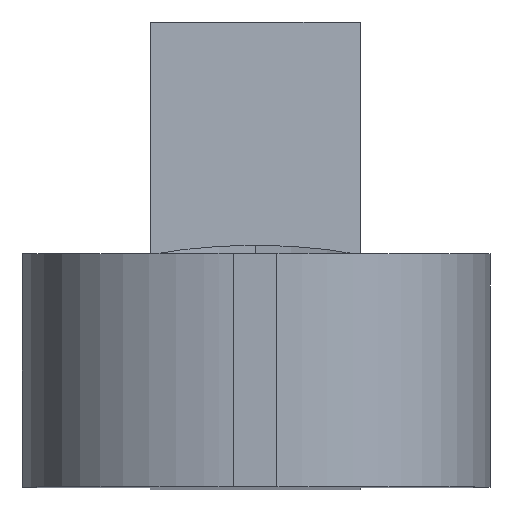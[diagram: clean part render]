
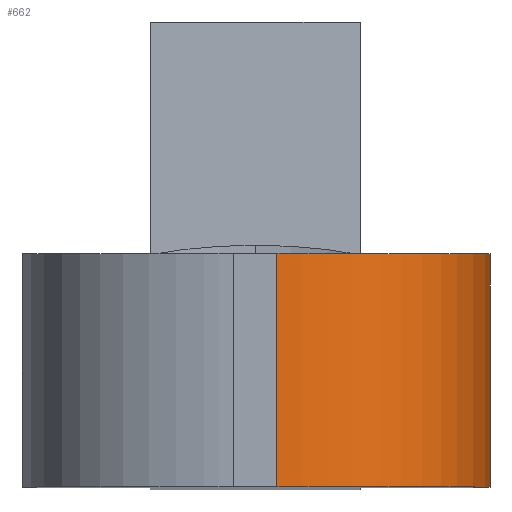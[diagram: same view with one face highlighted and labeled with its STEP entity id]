
A CAD part, top view. The second image highlights one B-rep face of the part: STEP entity #662.
In plain terms, the highlighted free-form (B-spline) face has degree [3, 1] with [7, 2] control points.
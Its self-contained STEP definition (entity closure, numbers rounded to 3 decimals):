
#1 = CARTESIAN_POINT ( 'NONE',  ( 0.75, 0., -1.496 ) ) ;
#46 = EDGE_CURVE ( 'NONE', #535, #678, #609, .T. ) ;
#70 = ORIENTED_EDGE ( 'NONE', *, *, #667, .T. ) ;
#72 = CARTESIAN_POINT ( 'NONE',  ( 0.938, 0., -1.127 ) ) ;
#81 = CARTESIAN_POINT ( 'NONE',  ( 0.546, 0., 0. ) ) ;
#91 = DIRECTION ( 'NONE',  ( 0., -1., 0. ) ) ;
#121 = CARTESIAN_POINT ( 'NONE',  ( 0.938, 0., -1.127 ) ) ;
#122 = CARTESIAN_POINT ( 'NONE',  ( 0.894, 0., -1.426 ) ) ;
#126 = FACE_OUTER_BOUND ( 'NONE', #472, .T. ) ;
#170 = CARTESIAN_POINT ( 'NONE',  ( 0.658, 0.5, -0.005 ) ) ;
#181 = CARTESIAN_POINT ( 'NONE',  ( 1.026, 0., -0.674 ) ) ;
#186 = CARTESIAN_POINT ( 'NONE',  ( 0.658, 0.5, -0.005 ) ) ;
#222 = CARTESIAN_POINT ( 'NONE',  ( 1.026, 0., -0.674 ) ) ;
#233 = CARTESIAN_POINT ( 'NONE',  ( 0.75, 0., -1.496 ) ) ;
#237 = B_SPLINE_CURVE_WITH_KNOTS ( 'NONE', 3,
 ( #1, #596, #121, #222, #266, #477, #578 ),
 .UNSPECIFIED., .F., .F.,
 ( 4, 1, 1, 1, 4 ),
 ( 0., 0.221, 0.468, 0.791, 0.974 ),
 .UNSPECIFIED. ) ;
#256 = CARTESIAN_POINT ( 'NONE',  ( 0.75, 0.5, -1.496 ) ) ;
#261 = ORIENTED_EDGE ( 'NONE', *, *, #478, .F. ) ;
#266 = CARTESIAN_POINT ( 'NONE',  ( 0.985, 0., -0.127 ) ) ;
#277 = CARTESIAN_POINT ( 'NONE',  ( 0.546, 0., 0. ) ) ;
#284 = CARTESIAN_POINT ( 'NONE',  ( 1.026, 0.5, -0.674 ) ) ;
#299 = VECTOR ( 'NONE', #91, 1000. ) ;
#328 = CARTESIAN_POINT ( 'NONE',  ( 0.75, 0.5, -1.496 ) ) ;
#334 = EDGE_CURVE ( 'NONE', #652, #658, #674, .T. ) ;
#341 = CARTESIAN_POINT ( 'NONE',  ( 0.75, 0.5, -1.496 ) ) ;
#366 = CARTESIAN_POINT ( 'NONE',  ( 0.546, 0.5, 0. ) ) ;
#377 = ORIENTED_EDGE ( 'NONE', *, *, #334, .T. ) ;
#382 = CARTESIAN_POINT ( 'NONE',  ( 0.75, 0., -1.496 ) ) ;
#387 = CARTESIAN_POINT ( 'NONE',  ( 0.985, 0.5, -0.127 ) ) ;
#427 = CARTESIAN_POINT ( 'NONE',  ( 0.894, 0.5, -1.426 ) ) ;
#432 = CARTESIAN_POINT ( 'NONE',  ( 0.546, 0.5, 0. ) ) ;
#437 = CARTESIAN_POINT ( 'NONE',  ( 0.75, 0.5, -1.496 ) ) ;
#443 = CARTESIAN_POINT ( 'NONE',  ( 0.938, 0.5, -1.127 ) ) ;
#448 = CARTESIAN_POINT ( 'NONE',  ( 0.546, 0.5, 0. ) ) ;
#472 = EDGE_LOOP ( 'NONE', ( #261, #681, #70, #377 ) ) ;
#477 = CARTESIAN_POINT ( 'NONE',  ( 0.658, 0., -0.005 ) ) ;
#478 = EDGE_CURVE ( 'NONE', #678, #658, #237, .T. ) ;
#486 = VECTOR ( 'NONE', #623, 1000. ) ;
#511 = B_SPLINE_CURVE_WITH_KNOTS ( 'NONE', 3,
 ( #437, #427, #646, #635, #588, #170, #432 ),
 .UNSPECIFIED., .F., .F.,
 ( 4, 1, 1, 1, 4 ),
 ( 0., 0.221, 0.468, 0.791, 0.974 ),
 .UNSPECIFIED. ) ;
#533 = CARTESIAN_POINT ( 'NONE',  ( 0.546, 0.5, 0. ) ) ;
#535 = VERTEX_POINT ( 'NONE', #328 ) ;
#537 = CARTESIAN_POINT ( 'NONE',  ( 0.658, 0., -0.005 ) ) ;
#551 = CARTESIAN_POINT ( 'NONE',  ( 0.894, 0.5, -1.426 ) ) ;
#578 = CARTESIAN_POINT ( 'NONE',  ( 0.546, 0., 0. ) ) ;
#588 = CARTESIAN_POINT ( 'NONE',  ( 0.985, 0.5, -0.127 ) ) ;
#596 = CARTESIAN_POINT ( 'NONE',  ( 0.894, 0., -1.426 ) ) ;
#609 = LINE ( 'NONE', #256, #299 ) ;
#619 = B_SPLINE_SURFACE_WITH_KNOTS ( 'NONE', 3, 1, ( 
 ( #341, #233 ),
 ( #551, #122 ),
 ( #443, #72 ),
 ( #284, #181 ),
 ( #387, #655 ),
 ( #186, #537 ),
 ( #533, #277 ) ),
 .UNSPECIFIED., .F., .F., .F.,
 ( 4, 1, 1, 1, 4 ),
 ( 2, 2 ),
 ( 0., 0.221, 0.468, 0.791, 0.974 ),
 ( 0., 1. ),
 .UNSPECIFIED. ) ;
#623 = DIRECTION ( 'NONE',  ( 0., -1., 0. ) ) ;
#635 = CARTESIAN_POINT ( 'NONE',  ( 1.026, 0.5, -0.674 ) ) ;
#646 = CARTESIAN_POINT ( 'NONE',  ( 0.938, 0.5, -1.127 ) ) ;
#652 = VERTEX_POINT ( 'NONE', #448 ) ;
#655 = CARTESIAN_POINT ( 'NONE',  ( 0.985, 0., -0.127 ) ) ;
#658 = VERTEX_POINT ( 'NONE', #81 ) ;
#662 = ADVANCED_FACE ( 'NONE', ( #126 ), #619, .T. ) ;
#667 = EDGE_CURVE ( 'NONE', #535, #652, #511, .T. ) ;
#674 = LINE ( 'NONE', #366, #486 ) ;
#678 = VERTEX_POINT ( 'NONE', #382 ) ;
#681 = ORIENTED_EDGE ( 'NONE', *, *, #46, .F. ) ;
